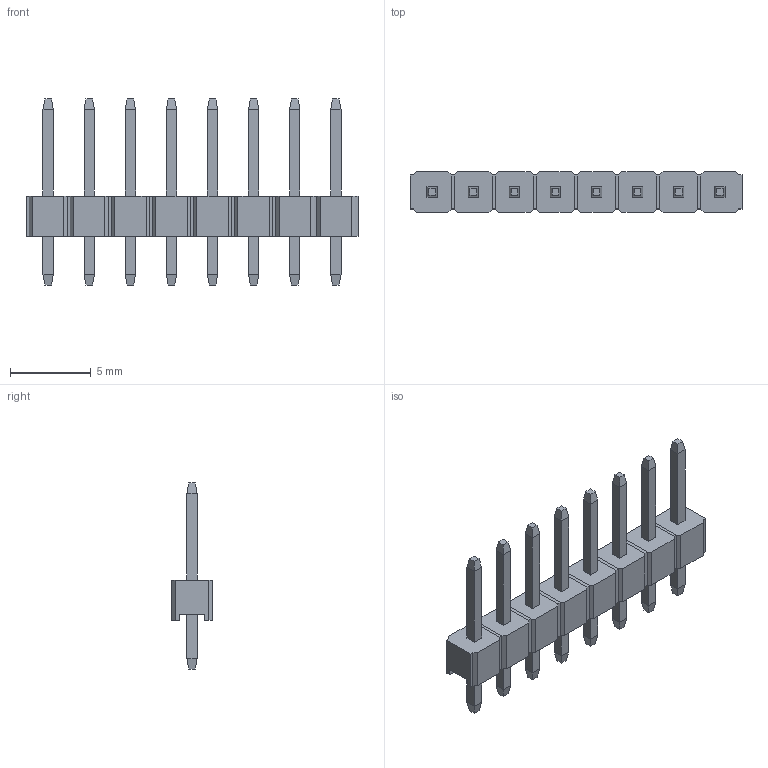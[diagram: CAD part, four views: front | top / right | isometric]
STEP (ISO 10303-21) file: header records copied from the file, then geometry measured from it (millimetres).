
FILE_DESCRIPTION (( 'STEP AP214' ), '1' );
FILE_NAME ('HDR-TH_8P-P2.54-V-M.STEP', '2021-12-10T10:56:06', ( '' ), ( '' ), 'SwSTEP 2.0', 'SolidWorks 2020', '' );
FILE_SCHEMA (( 'AUTOMOTIVE_DESIGN' ));
Length unit declared in the file: millimetre
Products named in the file (1): HDR-TH_8P-P2.54-V-M
Bounding box: 20.52 x 2.5 x 11.5 mm (x, y, z)
Volume: 147.7 mm3; surface area: 497.8 mm2
Topology: 8 solids, 8 shells, 760 faces, 1952 edges, 1280 vertices
Faces by surface type: plane 648, bspline 112
Entity records: 36541 total; most frequent: CARTESIAN_POINT 10377, ORIENTED_EDGE 3904, DIRECTION 3026, EDGE_CURVE 1952, LINE 1728, VECTOR 1728, VERTEX_POINT 1280, EDGE_LOOP 832
